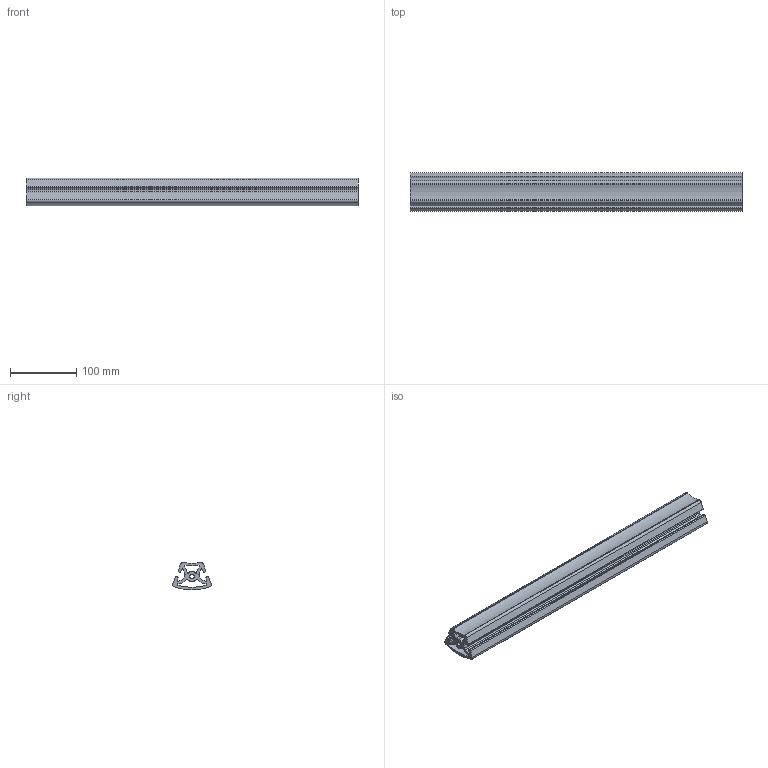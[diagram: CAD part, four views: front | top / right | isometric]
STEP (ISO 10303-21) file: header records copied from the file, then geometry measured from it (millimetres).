
FILE_DESCRIPTION (( 'STEP AP214' ), '1' );
FILE_NAME ('RP1420 8 40x45°R Light.STEP', '2026-02-24T12:56:42', ( '' ), ( '' ), 'SwSTEP 2.0', 'SolidWorks 2026', '' );
FILE_SCHEMA (( 'AUTOMOTIVE_DESIGN' ));
Length unit declared in the file: millimetre
Products named in the file (1): RP1420 8 40x45°R Light
Bounding box: 500 x 58.68 x 41.99 mm (x, y, z)
Volume: 515306.9 mm3; surface area: 214323.7 mm2
Topology: 1 solids, 1 shells, 71 faces, 207 edges, 138 vertices
Faces by surface type: cylinder 55, plane 16
Entity records: 2446 total; most frequent: DIRECTION 461, CARTESIAN_POINT 417, ORIENTED_EDGE 414, EDGE_CURVE 207, AXIS2_PLACEMENT_3D 182, VERTEX_POINT 138, CIRCLE 110, VECTOR 97
